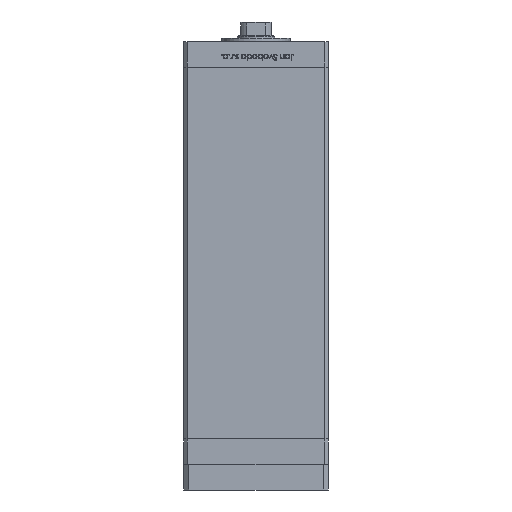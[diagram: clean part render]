
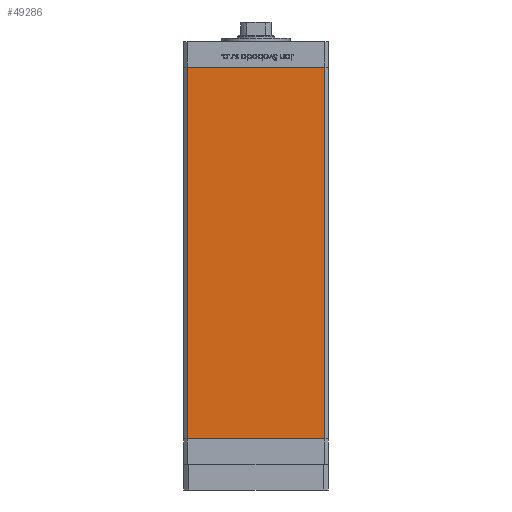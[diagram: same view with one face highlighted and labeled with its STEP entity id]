
A CAD part, front view. The second image highlights one B-rep face of the part: STEP entity #49286.
In plain terms, the highlighted planar face has unit normal (0, -1, 0).
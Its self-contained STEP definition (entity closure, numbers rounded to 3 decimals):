
#702 = EDGE_CURVE ( 'NONE', #30300, #20679, #26252, .T. ) ;
#1652 = ORIENTED_EDGE ( 'NONE', *, *, #24982, .T. ) ;
#1661 = LINE ( 'NONE', #10552, #7785 ) ;
#4948 = DIRECTION ( 'NONE',  ( 0., 1., 0. ) ) ;
#6047 = CARTESIAN_POINT ( 'NONE',  ( 40.5, -37.5, 218.5 ) ) ;
#7785 = VECTOR ( 'NONE', #18095, 1000. ) ;
#8562 = CARTESIAN_POINT ( 'NONE',  ( -40.5, -37.5, 218.5 ) ) ;
#9034 = VERTEX_POINT ( 'NONE', #6047 ) ;
#10222 = CARTESIAN_POINT ( 'NONE',  ( -40.5, -37.5, 0. ) ) ;
#10552 = CARTESIAN_POINT ( 'NONE',  ( -40.5, -37.5, 218.5 ) ) ;
#11603 = VERTEX_POINT ( 'NONE', #39715 ) ;
#13659 = DIRECTION ( 'NONE',  ( 0., 0., -1. ) ) ;
#15372 = EDGE_CURVE ( 'NONE', #11603, #9034, #1661, .T. ) ;
#18095 = DIRECTION ( 'NONE',  ( 1., 0., 0. ) ) ;
#20679 = VERTEX_POINT ( 'NONE', #51482 ) ;
#21378 = DIRECTION ( 'NONE',  ( 0., 0., 1. ) ) ;
#23029 = AXIS2_PLACEMENT_3D ( 'NONE', #26215, #4948, #21378 ) ;
#23954 = DIRECTION ( 'NONE',  ( 0., 0., -1. ) ) ;
#24982 = EDGE_CURVE ( 'NONE', #11603, #30300, #34409, .T. ) ;
#25076 = VECTOR ( 'NONE', #26518, 1000. ) ;
#25420 = FACE_OUTER_BOUND ( 'NONE', #27960, .T. ) ;
#26215 = CARTESIAN_POINT ( 'NONE',  ( -40.5, -37.5, 218.5 ) ) ;
#26252 = LINE ( 'NONE', #42707, #25076 ) ;
#26518 = DIRECTION ( 'NONE',  ( 1., 0., 0. ) ) ;
#27960 = EDGE_LOOP ( 'NONE', ( #34577, #41712, #49969, #1652 ) ) ;
#30300 = VERTEX_POINT ( 'NONE', #10222 ) ;
#34237 = VECTOR ( 'NONE', #23954, 1000. ) ;
#34409 = LINE ( 'NONE', #8562, #39902 ) ;
#34577 = ORIENTED_EDGE ( 'NONE', *, *, #702, .T. ) ;
#36878 = LINE ( 'NONE', #44446, #34237 ) ;
#37814 = PLANE ( 'NONE',  #23029 ) ;
#39715 = CARTESIAN_POINT ( 'NONE',  ( -40.5, -37.5, 218.5 ) ) ;
#39902 = VECTOR ( 'NONE', #13659, 1000. ) ;
#41712 = ORIENTED_EDGE ( 'NONE', *, *, #48878, .F. ) ;
#42707 = CARTESIAN_POINT ( 'NONE',  ( -40.5, -37.5, 0. ) ) ;
#44446 = CARTESIAN_POINT ( 'NONE',  ( 40.5, -37.5, 218.5 ) ) ;
#48878 = EDGE_CURVE ( 'NONE', #9034, #20679, #36878, .T. ) ;
#49286 = ADVANCED_FACE ( 'NONE', ( #25420 ), #37814, .F. ) ;
#49969 = ORIENTED_EDGE ( 'NONE', *, *, #15372, .F. ) ;
#51482 = CARTESIAN_POINT ( 'NONE',  ( 40.5, -37.5, 0. ) ) ;
